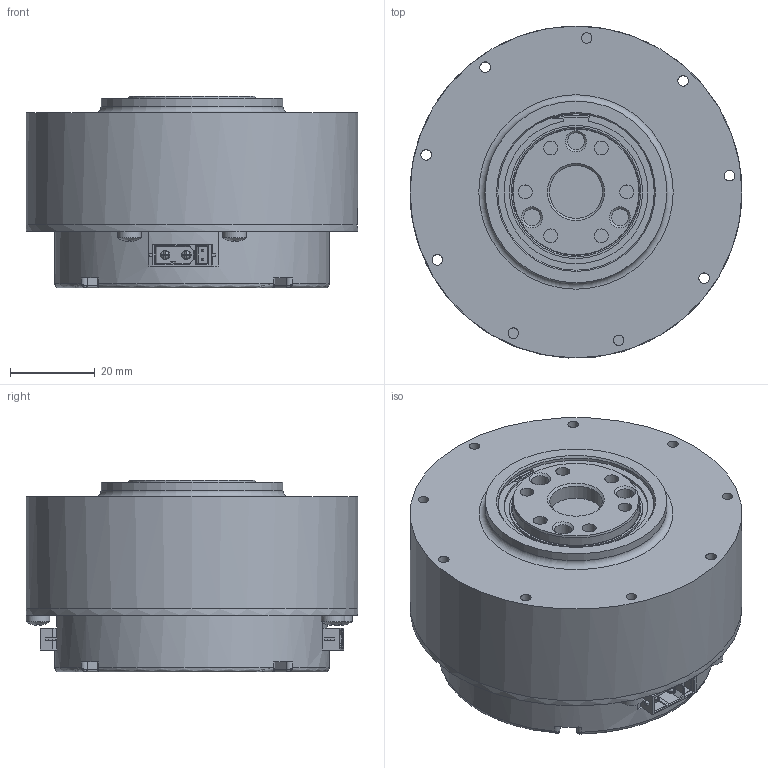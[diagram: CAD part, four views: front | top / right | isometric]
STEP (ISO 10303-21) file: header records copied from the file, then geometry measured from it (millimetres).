
FILE_DESCRIPTION(/* description */ ('STEP AP242 Edition 2','CAx-IF Rec.Pracs.---Representation and Presentation of Product Manufacturing Information (PMI)---4.0---2014-10-13','CAx-IF Rec.Pracs.---3D Tessellated Geometry---0.4---2014-09-14','2;1','CAx-IF Rec.Pracs.---User Defined Attributes---1.5---2016-08-15'),/* implementation_level */ '2;1');
FILE_NAME(/* name */ '692829e093bce92ecb2c25a4',/* time_stamp */ '2025-11-27T10:37:21Z',/* author */ (''),/* organization */ (''),/* preprocessor_version */ 'ST-DEVELOPER v20',/* originating_system */ 'ONSHAPE BY PTC INC, 1.207',/* authorisation */ ' ');
FILE_SCHEMA (('AP242_MANAGED_MODEL_BASED_3D_ENGINEERING_MIM_LF { 1 0 10303 442 3 1 4 }'));
Length unit declared in the file: metre
Products named in the file (1): RS02
Bounding box: 78.5 x 78.5 x 45.4 mm (x, y, z)
Volume: 182455.4 mm3; surface area: 24198.5 mm2
Topology: 1 solids, 1 shells, 548 faces, 1279 edges, 783 vertices
Faces by surface type: plane 406, cylinder 86, sphere 23, torus 19, bspline 8, cone 6
Full cylindrical faces by diameter (mm): 2.5 x9, 3.2 x6, 3.3 x6, 4 x3, 5.6 x3, 12.5 x1, 30 x1, 31.5 x1, 35.5 x1, 37 x2, 38.12 x1, 43 x1, 65 x1, 78.5 x2
Entity records: 15551 total; most frequent: CARTESIAN_POINT 3300, DIRECTION 2599, ORIENTED_EDGE 2386, EDGE_CURVE 1193, AXIS2_PLACEMENT_3D 895, LINE 809, VECTOR 809, VERTEX_POINT 744
